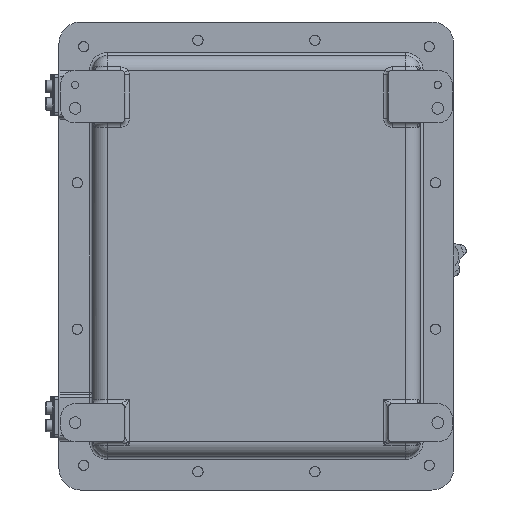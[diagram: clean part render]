
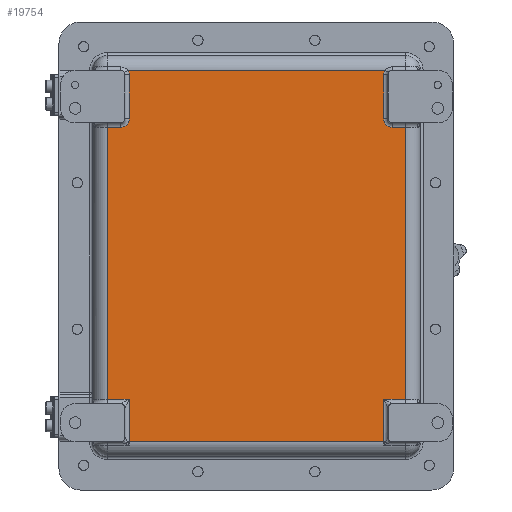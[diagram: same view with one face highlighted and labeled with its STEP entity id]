
A CAD part, front view. The second image highlights one B-rep face of the part: STEP entity #19754.
In plain terms, the highlighted planar face has unit normal (0, -1, 0).
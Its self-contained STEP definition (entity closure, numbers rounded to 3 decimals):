
#1120 = CARTESIAN_POINT ( 'NONE',  ( -102., 0., 127. ) ) ;
#1371 = ORIENTED_EDGE ( 'NONE', *, *, #60903, .T. ) ;
#1602 = CARTESIAN_POINT ( 'NONE',  ( 87., 0., -127. ) ) ;
#2594 = DIRECTION ( 'NONE',  ( -1., 0., 0. ) ) ;
#2710 = EDGE_CURVE ( 'NONE', #4157, #33632, #46421, .T. ) ;
#3587 = ORIENTED_EDGE ( 'NONE', *, *, #57289, .T. ) ;
#4157 = VERTEX_POINT ( 'NONE', #1602 ) ;
#4257 = VERTEX_POINT ( 'NONE', #47683 ) ;
#4759 = EDGE_CURVE ( 'NONE', #57971, #22440, #24832, .T. ) ;
#4846 = ORIENTED_EDGE ( 'NONE', *, *, #49289, .T. ) ;
#6070 = CARTESIAN_POINT ( 'NONE',  ( -93., 0., 94. ) ) ;
#6292 = CARTESIAN_POINT ( 'NONE',  ( 87., 0., -101. ) ) ;
#6932 = FACE_OUTER_BOUND ( 'NONE', #23267, .T. ) ;
#7097 = ORIENTED_EDGE ( 'NONE', *, *, #10138, .F. ) ;
#7413 = CARTESIAN_POINT ( 'NONE',  ( -87.804, 0., 127. ) ) ;
#7625 = VECTOR ( 'NONE', #16446, 1000. ) ;
#7658 = ORIENTED_EDGE ( 'NONE', *, *, #2710, .T. ) ;
#7979 = ORIENTED_EDGE ( 'NONE', *, *, #9748, .T. ) ;
#9611 = LINE ( 'NONE', #27657, #64202 ) ;
#9665 = CARTESIAN_POINT ( 'NONE',  ( 87.804, 0., 127. ) ) ;
#9748 = EDGE_CURVE ( 'NONE', #22131, #57971, #61598, .T. ) ;
#9923 = CARTESIAN_POINT ( 'NONE',  ( -93., 0., 124. ) ) ;
#10138 = EDGE_CURVE ( 'NONE', #10141, #11824, #58712, .T. ) ;
#10141 = VERTEX_POINT ( 'NONE', #52090 ) ;
#10180 = EDGE_CURVE ( 'NONE', #50594, #11824, #37357, .T. ) ;
#11824 = VERTEX_POINT ( 'NONE', #33504 ) ;
#12729 = CARTESIAN_POINT ( 'NONE',  ( 106., 0., -98. ) ) ;
#13030 = LINE ( 'NONE', #15925, #55783 ) ;
#13311 = DIRECTION ( 'NONE',  ( 1., 0., 0. ) ) ;
#14723 = CIRCLE ( 'NONE', #21271, 6. ) ;
#15160 = DIRECTION ( 'NONE',  ( -1., 0., 0. ) ) ;
#15925 = CARTESIAN_POINT ( 'NONE',  ( -87., 0., -127. ) ) ;
#15963 = CARTESIAN_POINT ( 'NONE',  ( -87., 0., -127. ) ) ;
#16028 = DIRECTION ( 'NONE',  ( 0., 0., 1. ) ) ;
#16446 = DIRECTION ( 'NONE',  ( 0., 0., 1. ) ) ;
#16462 = DIRECTION ( 'NONE',  ( 0., -1., 0. ) ) ;
#16546 = EDGE_CURVE ( 'NONE', #36241, #27815, #17006, .T. ) ;
#16898 = CARTESIAN_POINT ( 'NONE',  ( -87., 0., 131. ) ) ;
#17006 = LINE ( 'NONE', #1120, #52628 ) ;
#18132 = VERTEX_POINT ( 'NONE', #24746 ) ;
#18480 = DIRECTION ( 'NONE',  ( 0., 0., 1. ) ) ;
#19123 = CARTESIAN_POINT ( 'NONE',  ( -102., 0., -98. ) ) ;
#19530 = DIRECTION ( 'NONE',  ( 0., 0., 1. ) ) ;
#19754 = ADVANCED_FACE ( 'NONE', ( #6932 ), #21094, .F. ) ;
#20588 = ORIENTED_EDGE ( 'NONE', *, *, #33643, .T. ) ;
#20766 = CARTESIAN_POINT ( 'NONE',  ( 102., 0., -98. ) ) ;
#21094 = PLANE ( 'NONE',  #60370 ) ;
#21271 = AXIS2_PLACEMENT_3D ( 'NONE', #9923, #55473, #45752 ) ;
#21989 = EDGE_CURVE ( 'NONE', #4257, #36241, #40025, .T. ) ;
#22131 = VERTEX_POINT ( 'NONE', #20766 ) ;
#22440 = VERTEX_POINT ( 'NONE', #63664 ) ;
#23267 = EDGE_LOOP ( 'NONE', ( #7658, #44818, #7979, #35308, #20588, #42888, #41068, #64419, #26159, #32684, #7097, #1371, #58146, #48236, #3587, #4846 ) ) ;
#24558 = DIRECTION ( 'NONE',  ( 0., 1., 0. ) ) ;
#24746 = CARTESIAN_POINT ( 'NONE',  ( -87., 0., -98. ) ) ;
#24832 = LINE ( 'NONE', #45278, #36736 ) ;
#25399 = VECTOR ( 'NONE', #52845, 1000. ) ;
#26159 = ORIENTED_EDGE ( 'NONE', *, *, #40323, .T. ) ;
#26327 = CARTESIAN_POINT ( 'NONE',  ( 87., 0., 131. ) ) ;
#27038 = DIRECTION ( 'NONE',  ( -1., 0., 0. ) ) ;
#27657 = CARTESIAN_POINT ( 'NONE',  ( 102., 0., -127. ) ) ;
#27815 = VERTEX_POINT ( 'NONE', #7413 ) ;
#28060 = CARTESIAN_POINT ( 'NONE',  ( 102., 0., 91. ) ) ;
#28372 = CARTESIAN_POINT ( 'NONE',  ( -90., 0., -98. ) ) ;
#28611 = VECTOR ( 'NONE', #13311, 1000. ) ;
#29176 = VECTOR ( 'NONE', #38749, 1000. ) ;
#31136 = AXIS2_PLACEMENT_3D ( 'NONE', #6070, #16462, #51869 ) ;
#32261 = CARTESIAN_POINT ( 'NONE',  ( 106., 0., 88. ) ) ;
#32684 = ORIENTED_EDGE ( 'NONE', *, *, #10180, .T. ) ;
#33451 = CARTESIAN_POINT ( 'NONE',  ( -102., 0., -101. ) ) ;
#33504 = CARTESIAN_POINT ( 'NONE',  ( -87., 0., 94. ) ) ;
#33632 = VERTEX_POINT ( 'NONE', #45218 ) ;
#33643 = EDGE_CURVE ( 'NONE', #22440, #45689, #50940, .T. ) ;
#33730 = VERTEX_POINT ( 'NONE', #35909 ) ;
#33933 = LINE ( 'NONE', #33451, #29176 ) ;
#35308 = ORIENTED_EDGE ( 'NONE', *, *, #4759, .T. ) ;
#35654 = EDGE_CURVE ( 'NONE', #43510, #18132, #58649, .T. ) ;
#35778 = VECTOR ( 'NONE', #46561, 1000. ) ;
#35909 = CARTESIAN_POINT ( 'NONE',  ( -102., 0., 88. ) ) ;
#36241 = VERTEX_POINT ( 'NONE', #9665 ) ;
#36736 = VECTOR ( 'NONE', #15160, 1000. ) ;
#37322 = EDGE_CURVE ( 'NONE', #33730, #43510, #33933, .T. ) ;
#37357 = LINE ( 'NONE', #16898, #35778 ) ;
#38749 = DIRECTION ( 'NONE',  ( 0., 0., -1. ) ) ;
#38885 = LINE ( 'NONE', #26327, #25399 ) ;
#39613 = VECTOR ( 'NONE', #2594, 1000. ) ;
#40025 = CIRCLE ( 'NONE', #54070, 6. ) ;
#40323 = EDGE_CURVE ( 'NONE', #27815, #50594, #14723, .T. ) ;
#41068 = ORIENTED_EDGE ( 'NONE', *, *, #21989, .T. ) ;
#41357 = AXIS2_PLACEMENT_3D ( 'NONE', #49657, #55145, #19530 ) ;
#42888 = ORIENTED_EDGE ( 'NONE', *, *, #49235, .T. ) ;
#43510 = VERTEX_POINT ( 'NONE', #19123 ) ;
#44818 = ORIENTED_EDGE ( 'NONE', *, *, #52474, .T. ) ;
#45218 = CARTESIAN_POINT ( 'NONE',  ( 87., 0., -98. ) ) ;
#45278 = CARTESIAN_POINT ( 'NONE',  ( 93., 0., 88. ) ) ;
#45378 = DIRECTION ( 'NONE',  ( 0., 0., 1. ) ) ;
#45411 = CARTESIAN_POINT ( 'NONE',  ( 102., 0., 88. ) ) ;
#45689 = VERTEX_POINT ( 'NONE', #50682 ) ;
#45752 = DIRECTION ( 'NONE',  ( 0., 0., 1. ) ) ;
#46421 = LINE ( 'NONE', #6292, #7625 ) ;
#46561 = DIRECTION ( 'NONE',  ( 0., 0., -1. ) ) ;
#46695 = CARTESIAN_POINT ( 'NONE',  ( -87., 0., 124. ) ) ;
#46721 = LINE ( 'NONE', #32261, #39613 ) ;
#47321 = VECTOR ( 'NONE', #18480, 1000. ) ;
#47683 = CARTESIAN_POINT ( 'NONE',  ( 87., 0., 124. ) ) ;
#47977 = DIRECTION ( 'NONE',  ( 1., 0., 0. ) ) ;
#48236 = ORIENTED_EDGE ( 'NONE', *, *, #35654, .T. ) ;
#49235 = EDGE_CURVE ( 'NONE', #45689, #4257, #38885, .T. ) ;
#49289 = EDGE_CURVE ( 'NONE', #64773, #4157, #9611, .T. ) ;
#49657 = CARTESIAN_POINT ( 'NONE',  ( 93., 0., 94. ) ) ;
#50594 = VERTEX_POINT ( 'NONE', #46695 ) ;
#50682 = CARTESIAN_POINT ( 'NONE',  ( 87., 0., 94. ) ) ;
#50940 = CIRCLE ( 'NONE', #41357, 6. ) ;
#51146 = DIRECTION ( 'NONE',  ( 0., 0., -1. ) ) ;
#51246 = CARTESIAN_POINT ( 'NONE',  ( 106., 0., 131. ) ) ;
#51667 = DIRECTION ( 'NONE',  ( 0., 1., 0. ) ) ;
#51869 = DIRECTION ( 'NONE',  ( 0., 0., 1. ) ) ;
#52090 = CARTESIAN_POINT ( 'NONE',  ( -93., 0., 88. ) ) ;
#52474 = EDGE_CURVE ( 'NONE', #33632, #22131, #64648, .T. ) ;
#52628 = VECTOR ( 'NONE', #27038, 1000. ) ;
#52845 = DIRECTION ( 'NONE',  ( 0., 0., 1. ) ) ;
#54070 = AXIS2_PLACEMENT_3D ( 'NONE', #55522, #24558, #45378 ) ;
#54354 = VECTOR ( 'NONE', #64705, 1000. ) ;
#55145 = DIRECTION ( 'NONE',  ( 0., 1., 0. ) ) ;
#55473 = DIRECTION ( 'NONE',  ( 0., 1., 0. ) ) ;
#55522 = CARTESIAN_POINT ( 'NONE',  ( 93., 0., 124. ) ) ;
#55783 = VECTOR ( 'NONE', #51146, 1000. ) ;
#57289 = EDGE_CURVE ( 'NONE', #18132, #64773, #13030, .T. ) ;
#57971 = VERTEX_POINT ( 'NONE', #45411 ) ;
#58146 = ORIENTED_EDGE ( 'NONE', *, *, #37322, .T. ) ;
#58649 = LINE ( 'NONE', #28372, #28611 ) ;
#58712 = CIRCLE ( 'NONE', #31136, 6. ) ;
#60370 = AXIS2_PLACEMENT_3D ( 'NONE', #51246, #51667, #16028 ) ;
#60903 = EDGE_CURVE ( 'NONE', #10141, #33730, #46721, .T. ) ;
#61598 = LINE ( 'NONE', #28060, #47321 ) ;
#63664 = CARTESIAN_POINT ( 'NONE',  ( 93., 0., 88. ) ) ;
#64202 = VECTOR ( 'NONE', #47977, 1000. ) ;
#64419 = ORIENTED_EDGE ( 'NONE', *, *, #16546, .T. ) ;
#64648 = LINE ( 'NONE', #12729, #54354 ) ;
#64705 = DIRECTION ( 'NONE',  ( 1., 0., 0. ) ) ;
#64773 = VERTEX_POINT ( 'NONE', #15963 ) ;
